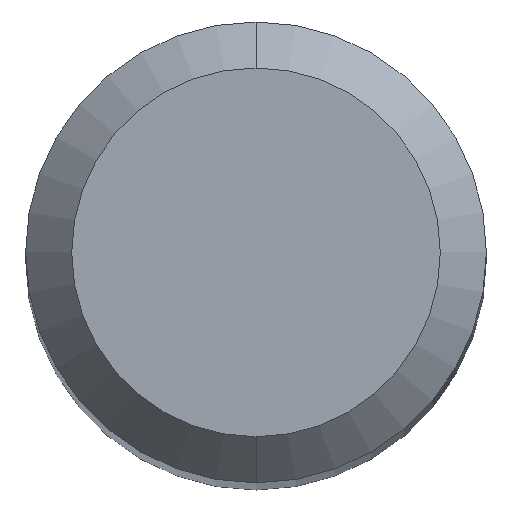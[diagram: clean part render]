
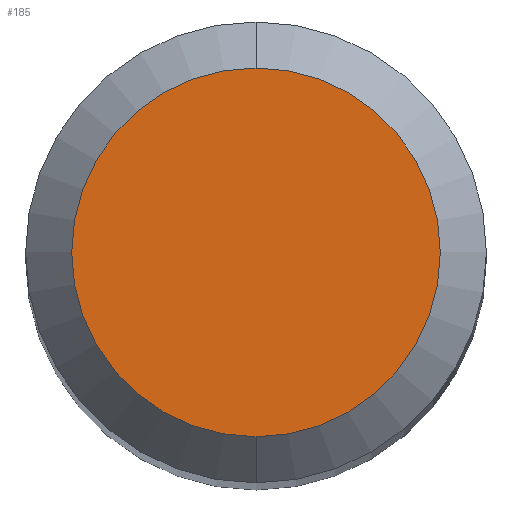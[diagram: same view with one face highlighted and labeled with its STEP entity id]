
A CAD part, top view. The second image highlights one B-rep face of the part: STEP entity #185.
In plain terms, the highlighted planar face has unit normal (0, 0, 1).
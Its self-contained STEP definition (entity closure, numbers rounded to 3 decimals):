
#119=EDGE_CURVE('',#165,#163,#274,.T.);
#163=VERTEX_POINT('',#324);
#165=VERTEX_POINT('',#326);
#175=EDGE_CURVE('',#163,#165,#337,.T.);
#185=ADVANCED_FACE('',(#347),#348,.T.);
#274=CIRCLE('',#440,1.2);
#324=CARTESIAN_POINT('',(0.0,1.2,0.0));
#326=CARTESIAN_POINT('',(0.,-1.2,0.0));
#337=CIRCLE('',#526,1.2);
#347=FACE_OUTER_BOUND('',#536,.T.);
#348=PLANE('',#537);
#440=AXIS2_PLACEMENT_3D('',#643,#644,#645);
#526=AXIS2_PLACEMENT_3D('',#716,#717,#718);
#536=EDGE_LOOP('',(#724,#725));
#537=AXIS2_PLACEMENT_3D('',#726,#727,#728);
#643=CARTESIAN_POINT('',(0.0,0.0,0.0));
#644=DIRECTION('',(0.0,0.0,-1.0));
#645=DIRECTION('',(0.0,1.0,0.0));
#716=CARTESIAN_POINT('',(0.0,0.0,0.0));
#717=DIRECTION('',(0.0,0.0,-1.0));
#718=DIRECTION('',(0.0,1.0,0.0));
#724=ORIENTED_EDGE('',*,*,#175,.F.);
#725=ORIENTED_EDGE('',*,*,#119,.F.);
#726=CARTESIAN_POINT('',(0.0,0.6,0.0));
#727=DIRECTION('',(-0.0,0.0,1.0));
#728=DIRECTION('',(0.0,-1.0,0.0));
